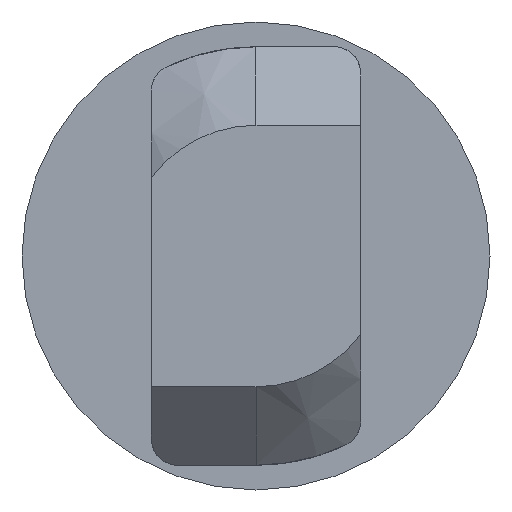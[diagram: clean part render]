
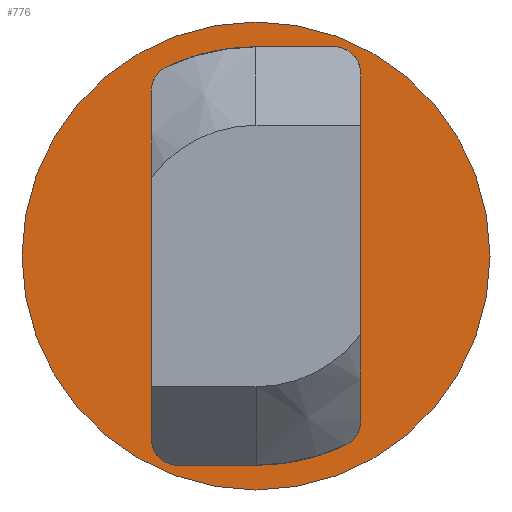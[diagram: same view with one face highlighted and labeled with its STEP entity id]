
A CAD part, front view. The second image highlights one B-rep face of the part: STEP entity #776.
In plain terms, the highlighted planar face has unit normal (0, -1, 0).
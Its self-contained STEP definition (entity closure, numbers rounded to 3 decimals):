
#110 = VERTEX_POINT ( 'NONE', #1247 ) ;
#171 = VERTEX_POINT ( 'NONE', #2847 ) ;
#176 = ORIENTED_EDGE ( 'NONE', *, *, #2683, .T. ) ;
#331 = DIRECTION ( 'NONE',  ( -1., 0., 0. ) ) ;
#495 = CARTESIAN_POINT ( 'NONE',  ( -4., 21.5, 5.662 ) ) ;
#539 = CARTESIAN_POINT ( 'NONE',  ( -4., 21.5, 9.062 ) ) ;
#569 = AXIS2_PLACEMENT_3D ( 'NONE', #600, #2231, #331 ) ;
#587 = CARTESIAN_POINT ( 'NONE',  ( -4., 21.5, 12.462 ) ) ;
#600 = CARTESIAN_POINT ( 'NONE',  ( 2.5, 21.5, 20.321 ) ) ;
#617 = ORIENTED_EDGE ( 'NONE', *, *, #2279, .T. ) ;
#643 = FACE_OUTER_BOUND ( 'NONE', #2046, .T. ) ;
#776 = ADVANCED_FACE ( 'NONE', ( #3336, #643 ), #2776, .F. ) ;
#935 = AXIS2_PLACEMENT_3D ( 'NONE', #1323, #1575, #2417 ) ;
#965 = DIRECTION ( 'NONE',  ( 1., 0., 0. ) ) ;
#969 = DIRECTION ( 'NONE',  ( 0., -1., 0. ) ) ;
#991 = AXIS2_PLACEMENT_3D ( 'NONE', #2341, #2363, #965 ) ;
#1069 = EDGE_CURVE ( 'NONE', #2055, #1832, #1425, .T. ) ;
#1235 = EDGE_LOOP ( 'NONE', ( #176, #2765 ) ) ;
#1247 = CARTESIAN_POINT ( 'NONE',  ( -12.95, 21.5, 9.062 ) ) ;
#1266 = AXIS2_PLACEMENT_3D ( 'NONE', #539, #2994, #2383 ) ;
#1272 = CIRCLE ( 'NONE', #935, 3.4 ) ;
#1323 = CARTESIAN_POINT ( 'NONE',  ( -4., 21.5, 9.062 ) ) ;
#1425 = CIRCLE ( 'NONE', #1266, 3.4 ) ;
#1575 = DIRECTION ( 'NONE',  ( 0., 1., 0. ) ) ;
#1832 = VERTEX_POINT ( 'NONE', #587 ) ;
#2046 = EDGE_LOOP ( 'NONE', ( #617, #3342 ) ) ;
#2055 = VERTEX_POINT ( 'NONE', #495 ) ;
#2231 = DIRECTION ( 'NONE',  ( 0., 1., 0. ) ) ;
#2279 = EDGE_CURVE ( 'NONE', #171, #110, #2512, .T. ) ;
#2341 = CARTESIAN_POINT ( 'NONE',  ( -4., 21.5, 9.062 ) ) ;
#2363 = DIRECTION ( 'NONE',  ( 0., -1., 0. ) ) ;
#2383 = DIRECTION ( 'NONE',  ( 0., 0., 1. ) ) ;
#2417 = DIRECTION ( 'NONE',  ( 0., 0., 1. ) ) ;
#2512 = CIRCLE ( 'NONE', #991, 8.95 ) ;
#2683 = EDGE_CURVE ( 'NONE', #1832, #2055, #1272, .T. ) ;
#2765 = ORIENTED_EDGE ( 'NONE', *, *, #1069, .T. ) ;
#2776 = PLANE ( 'NONE',  #569 ) ;
#2817 = DIRECTION ( 'NONE',  ( 1., 0., 0. ) ) ;
#2847 = CARTESIAN_POINT ( 'NONE',  ( 4.95, 21.5, 9.062 ) ) ;
#2980 = CIRCLE ( 'NONE', #3496, 8.95 ) ;
#2994 = DIRECTION ( 'NONE',  ( 0., 1., 0. ) ) ;
#3294 = EDGE_CURVE ( 'NONE', #110, #171, #2980, .T. ) ;
#3336 = FACE_BOUND ( 'NONE', #1235, .T. ) ;
#3342 = ORIENTED_EDGE ( 'NONE', *, *, #3294, .T. ) ;
#3409 = CARTESIAN_POINT ( 'NONE',  ( -4., 21.5, 9.062 ) ) ;
#3496 = AXIS2_PLACEMENT_3D ( 'NONE', #3409, #969, #2817 ) ;
